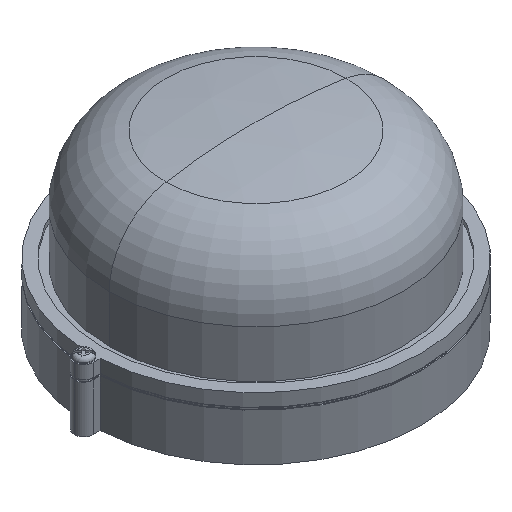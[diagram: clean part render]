
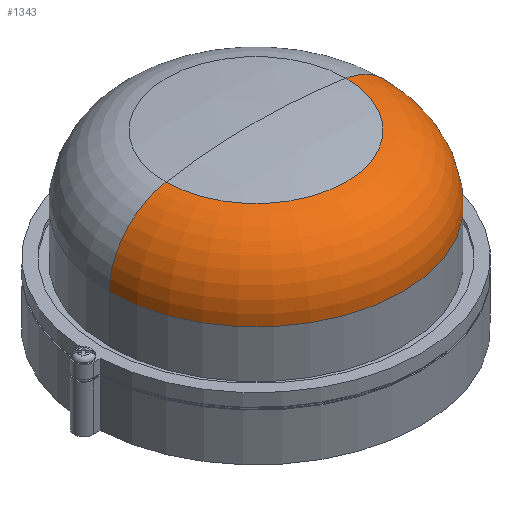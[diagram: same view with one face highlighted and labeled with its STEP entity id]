
A CAD part, isometric view. The second image highlights one B-rep face of the part: STEP entity #1343.
In plain terms, the highlighted toroidal (fillet/blend) face has major radius 41.841 mm and minor radius 35.659 mm.
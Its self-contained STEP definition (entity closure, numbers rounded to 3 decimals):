
#182 = VERTEX_POINT ( 'NONE', #487 ) ;
#188 = CIRCLE ( 'NONE', #2278, 35.659 ) ;
#213 = CARTESIAN_POINT ( 'NONE',  ( 47.5, 0., 91.207 ) ) ;
#289 = CARTESIAN_POINT ( 'NONE',  ( 77.5, 0., 56. ) ) ;
#391 = CIRCLE ( 'NONE', #2422, 35.659 ) ;
#402 = VERTEX_POINT ( 'NONE', #818 ) ;
#487 = CARTESIAN_POINT ( 'NONE',  ( -47.5, 0., 91.207 ) ) ;
#547 = CARTESIAN_POINT ( 'NONE',  ( 0., 0., 56. ) ) ;
#635 = ORIENTED_EDGE ( 'NONE', *, *, #2304, .F. ) ;
#648 = ORIENTED_EDGE ( 'NONE', *, *, #2082, .T. ) ;
#659 = ORIENTED_EDGE ( 'NONE', *, *, #3372, .F. ) ;
#818 = CARTESIAN_POINT ( 'NONE',  ( -77.5, 0., 56. ) ) ;
#958 = TOROIDAL_SURFACE ( 'NONE', #2721, 41.841, 35.659 ) ;
#969 = FACE_OUTER_BOUND ( 'NONE', #3110, .T. ) ;
#1221 = VERTEX_POINT ( 'NONE', #289 ) ;
#1343 = ADVANCED_FACE ( 'NONE', ( #969 ), #958, .T. ) ;
#1492 = DIRECTION ( 'NONE',  ( 1., 0., 0. ) ) ;
#1508 = DIRECTION ( 'NONE',  ( 0., 0., 1. ) ) ;
#1531 = CARTESIAN_POINT ( 'NONE',  ( 0., 0., 91.207 ) ) ;
#1633 = DIRECTION ( 'NONE',  ( -1., 0., 0. ) ) ;
#1635 = DIRECTION ( 'NONE',  ( 0., 1., 0. ) ) ;
#1701 = CARTESIAN_POINT ( 'NONE',  ( -41.841, 0., 56. ) ) ;
#2017 = AXIS2_PLACEMENT_3D ( 'NONE', #1531, #1508, #1492 ) ;
#2082 = EDGE_CURVE ( 'NONE', #1221, #3108, #391, .T. ) ;
#2089 = AXIS2_PLACEMENT_3D ( 'NONE', #547, #3408, #3397 ) ;
#2278 = AXIS2_PLACEMENT_3D ( 'NONE', #1701, #1635, #1633 ) ;
#2304 = EDGE_CURVE ( 'NONE', #402, #182, #188, .T. ) ;
#2422 = AXIS2_PLACEMENT_3D ( 'NONE', #3123, #3105, #3090 ) ;
#2586 = DIRECTION ( 'NONE',  ( 1., 0., 0. ) ) ;
#2721 = AXIS2_PLACEMENT_3D ( 'NONE', #2961, #2771, #2586 ) ;
#2771 = DIRECTION ( 'NONE',  ( 0., 0., 1. ) ) ;
#2961 = CARTESIAN_POINT ( 'NONE',  ( 0., 0., 56. ) ) ;
#3033 = CIRCLE ( 'NONE', #2017, 47.5 ) ;
#3090 = DIRECTION ( 'NONE',  ( 0., 0., -1. ) ) ;
#3105 = DIRECTION ( 'NONE',  ( 0., -1., 0. ) ) ;
#3108 = VERTEX_POINT ( 'NONE', #213 ) ;
#3110 = EDGE_LOOP ( 'NONE', ( #635, #3321, #648, #659 ) ) ;
#3120 = EDGE_CURVE ( 'NONE', #402, #1221, #3140, .T. ) ;
#3123 = CARTESIAN_POINT ( 'NONE',  ( 41.841, 0., 56. ) ) ;
#3140 = CIRCLE ( 'NONE', #2089, 77.5 ) ;
#3321 = ORIENTED_EDGE ( 'NONE', *, *, #3120, .T. ) ;
#3372 = EDGE_CURVE ( 'NONE', #182, #3108, #3033, .T. ) ;
#3397 = DIRECTION ( 'NONE',  ( 1., 0., 0. ) ) ;
#3408 = DIRECTION ( 'NONE',  ( 0., 0., 1. ) ) ;
